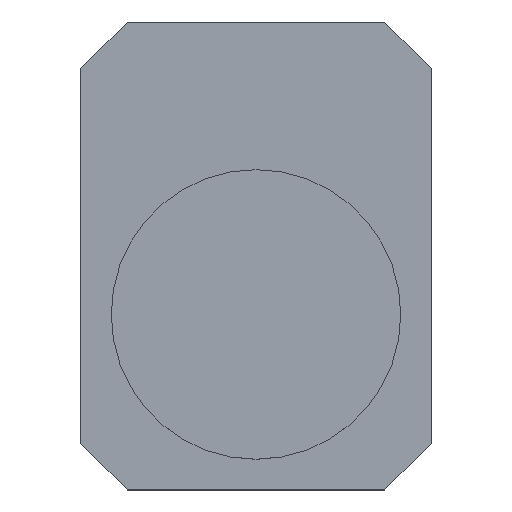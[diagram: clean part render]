
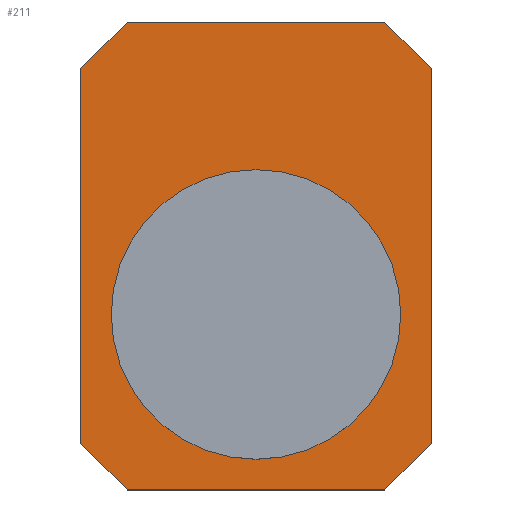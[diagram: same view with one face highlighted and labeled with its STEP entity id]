
A CAD part, top view. The second image highlights one B-rep face of the part: STEP entity #211.
In plain terms, the highlighted planar face has unit normal (0, 0, 1).
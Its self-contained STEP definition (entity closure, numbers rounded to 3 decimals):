
#15=FACE_BOUND('',#47,.T.);
#22=PLANE('',#239);
#34=FACE_OUTER_BOUND('',#46,.T.);
#46=EDGE_LOOP('',(#178,#179,#180,#181,#182,#183,#184,#185));
#47=EDGE_LOOP('',(#186));
#61=LINE('',#327,#86);
#64=LINE('',#333,#89);
#67=LINE('',#338,#92);
#69=LINE('',#342,#94);
#71=LINE('',#345,#96);
#72=LINE('',#347,#97);
#73=LINE('',#349,#98);
#74=LINE('',#350,#99);
#86=VECTOR('',#267,10.);
#89=VECTOR('',#272,10.);
#92=VECTOR('',#277,10.);
#94=VECTOR('',#281,10.);
#96=VECTOR('',#285,10.);
#97=VECTOR('',#286,10.);
#98=VECTOR('',#287,10.);
#99=VECTOR('',#288,10.);
#103=CIRCLE('',#232,12.375);
#105=VERTEX_POINT('',#303);
#114=VERTEX_POINT('',#325);
#115=VERTEX_POINT('',#326);
#116=VERTEX_POINT('',#331);
#117=VERTEX_POINT('',#332);
#118=VERTEX_POINT('',#337);
#119=VERTEX_POINT('',#341);
#120=VERTEX_POINT('',#346);
#121=VERTEX_POINT('',#348);
#124=EDGE_CURVE('',#105,#105,#103,.T.);
#133=EDGE_CURVE('',#114,#115,#61,.T.);
#136=EDGE_CURVE('',#116,#117,#64,.T.);
#139=EDGE_CURVE('',#117,#118,#67,.T.);
#141=EDGE_CURVE('',#118,#119,#69,.T.);
#143=EDGE_CURVE('',#119,#114,#71,.T.);
#144=EDGE_CURVE('',#120,#116,#72,.T.);
#145=EDGE_CURVE('',#121,#120,#73,.T.);
#146=EDGE_CURVE('',#115,#121,#74,.T.);
#178=ORIENTED_EDGE('',*,*,#143,.F.);
#179=ORIENTED_EDGE('',*,*,#141,.F.);
#180=ORIENTED_EDGE('',*,*,#139,.F.);
#181=ORIENTED_EDGE('',*,*,#136,.F.);
#182=ORIENTED_EDGE('',*,*,#144,.F.);
#183=ORIENTED_EDGE('',*,*,#145,.F.);
#184=ORIENTED_EDGE('',*,*,#146,.F.);
#185=ORIENTED_EDGE('',*,*,#133,.F.);
#186=ORIENTED_EDGE('',*,*,#124,.F.);
#211=ADVANCED_FACE('',(#34,#15),#22,.F.);
#232=AXIS2_PLACEMENT_3D('',#305,#251,#252);
#239=AXIS2_PLACEMENT_3D('',#344,#283,#284);
#251=DIRECTION('center_axis',(0.,0.,
1.));
#252=DIRECTION('ref_axis',(0.,-1.,0.));
#267=DIRECTION('',(-0.707,-0.707,0.));
#272=DIRECTION('',(0.707,0.707,0.));
#277=DIRECTION('',(1.,0.,0.));
#281=DIRECTION('',(0.707,-0.707,0.));
#283=DIRECTION('center_axis',(0.,0.,
-1.));
#284=DIRECTION('ref_axis',(0.,1.,0.));
#285=DIRECTION('',(0.,-1.,0.));
#286=DIRECTION('',(0.,1.,0.));
#287=DIRECTION('',(-0.707,0.707,0.));
#288=DIRECTION('',(-1.,0.,0.));
#303=CARTESIAN_POINT('',(-91.45,-126.925,-36.5));
#305=CARTESIAN_POINT('Origin',(-91.45,-139.3,-36.5));
#325=CARTESIAN_POINT('',(-76.45,-150.3,-36.5));
#326=CARTESIAN_POINT('',(-80.45,-154.3,-36.5));
#327=CARTESIAN_POINT('',(-77.762,-151.613,-36.5));
#331=CARTESIAN_POINT('',(-106.45,-118.3,-36.5));
#332=CARTESIAN_POINT('',(-102.45,-114.3,-36.5));
#333=CARTESIAN_POINT('',(-106.95,-118.8,-36.5));
#337=CARTESIAN_POINT('',(-80.45,-114.3,-36.5));
#338=CARTESIAN_POINT('',(-98.95,-114.3,-36.5));
#341=CARTESIAN_POINT('',(-76.45,-118.3,-36.5));
#342=CARTESIAN_POINT('',(-83.45,-111.3,-36.5));
#344=CARTESIAN_POINT('Origin',(-106.45,-124.3,-36.5));
#345=CARTESIAN_POINT('',(-76.45,-109.713,-36.5));
#346=CARTESIAN_POINT('',(-106.45,-150.3,-36.5));
#347=CARTESIAN_POINT('',(-106.45,-127.675,-36.5));
#348=CARTESIAN_POINT('',(-102.45,-154.3,-36.5));
#349=CARTESIAN_POINT('',(-105.138,-151.613,-36.5));
#350=CARTESIAN_POINT('',(-91.45,-154.3,-36.5));
